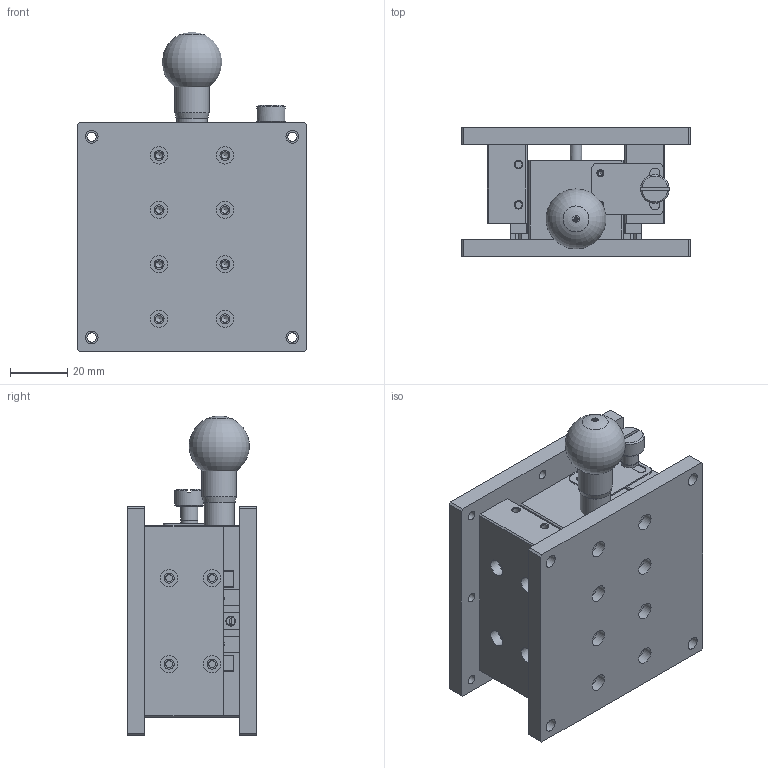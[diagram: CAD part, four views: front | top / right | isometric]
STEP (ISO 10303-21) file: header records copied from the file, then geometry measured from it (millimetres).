
FILE_DESCRIPTION (( 'STEP AP203' ), '1' );
FILE_NAME ('518202.STEP', '2025-05-13T02:37:28', ( 'Windows User' ), ( 'P R C' ), 'SwSTEP 2.0', 'SolidWorks 2020', '' );
FILE_SCHEMA (( 'CONFIG_CONTROL_DESIGN' ));
Length unit declared in the file: millimetre
Products named in the file (1): 518202
Bounding box: 80 x 45 x 111.48 mm (x, y, z)
Volume: 169619.5 mm3; surface area: 62144.6 mm2
Topology: 3 solids, 4 shells, 559 faces, 1323 edges, 863 vertices
Faces by surface type: plane 309, cylinder 178, cone 70, bspline 1, torus 1
Full cylindrical faces by diameter (mm): 1.567 x10, 2 x4, 2.013 x8, 2.459 x22, 2.5 x10, 3 x9, 3.242 x17, 3.4 x8, 3.5 x16, 4 x3, 4.4 x16, 4.5 x4, 5 x9, 5.96 x4, 6 x15, 9 x1, 9.5 x1, 10 x1, 10.5 x1, 12.034 x1, 13.034 x1
Entity records: 14710 total; most frequent: CARTESIAN_POINT 2568, DIRECTION 2536, ORIENTED_EDGE 2080, EDGE_CURVE 1040, AXIS2_PLACEMENT_3D 975, EDGE_LOOP 941, VERTEX_POINT 799, FACE_OUTER_BOUND 720
